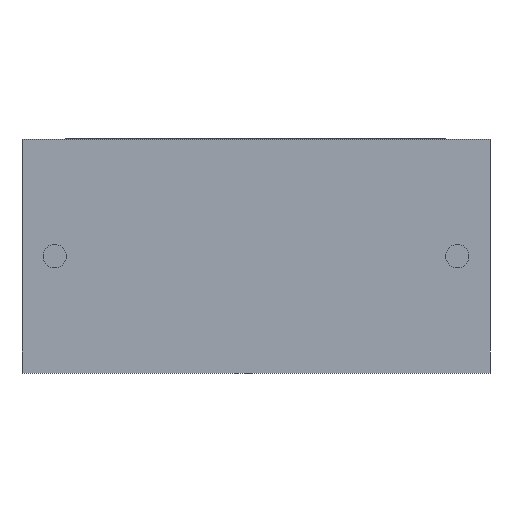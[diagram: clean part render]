
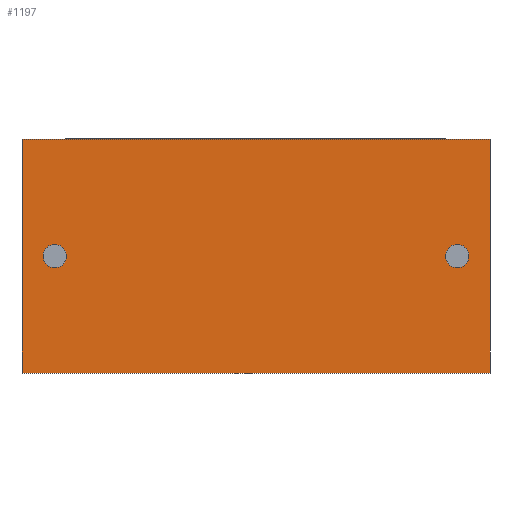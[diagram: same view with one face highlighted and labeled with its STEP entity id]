
A CAD part, front view. The second image highlights one B-rep face of the part: STEP entity #1197.
In plain terms, the highlighted planar face has unit normal (0, -1, 0).
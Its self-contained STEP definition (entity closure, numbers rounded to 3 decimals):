
#48 = CARTESIAN_POINT ( 'NONE',  ( 0., 0., 0. ) ) ;
#51 = EDGE_CURVE ( 'NONE', #2595, #1022, #910, .T. ) ;
#84 = DIRECTION ( 'NONE',  ( 0., -1., 0. ) ) ;
#140 = ORIENTED_EDGE ( 'NONE', *, *, #1525, .T. ) ;
#168 = CARTESIAN_POINT ( 'NONE',  ( 11.81, 0., 2.857 ) ) ;
#170 = CIRCLE ( 'NONE', #2048, 0.318 ) ;
#282 = DIRECTION ( 'NONE',  ( 0., 0., -1. ) ) ;
#367 = DIRECTION ( 'NONE',  ( 0., 1., 0. ) ) ;
#419 = CIRCLE ( 'NONE', #1734, 0.318 ) ;
#476 = CARTESIAN_POINT ( 'NONE',  ( 11.81, 0., 3.175 ) ) ;
#504 = EDGE_LOOP ( 'NONE', ( #1673, #2719 ) ) ;
#543 = EDGE_CURVE ( 'NONE', #2210, #1022, #1943, .T. ) ;
#619 = LINE ( 'NONE', #2515, #1564 ) ;
#652 = EDGE_CURVE ( 'NONE', #1217, #2210, #619, .T. ) ;
#788 = AXIS2_PLACEMENT_3D ( 'NONE', #1540, #84, #1792 ) ;
#808 = CARTESIAN_POINT ( 'NONE',  ( 0.89, 0., 3.493 ) ) ;
#817 = DIRECTION ( 'NONE',  ( 0., 0., -1. ) ) ;
#866 = DIRECTION ( 'NONE',  ( 1., 0., 0. ) ) ;
#910 = LINE ( 'NONE', #1253, #2237 ) ;
#951 = CARTESIAN_POINT ( 'NONE',  ( 0., 0., 0. ) ) ;
#995 = ORIENTED_EDGE ( 'NONE', *, *, #543, .T. ) ;
#1011 = CARTESIAN_POINT ( 'NONE',  ( 0.89, 0., 3.175 ) ) ;
#1022 = VERTEX_POINT ( 'NONE', #1740 ) ;
#1024 = PLANE ( 'NONE',  #1524 ) ;
#1077 = CARTESIAN_POINT ( 'NONE',  ( 11.81, 0., 3.493 ) ) ;
#1197 = ADVANCED_FACE ( 'NONE', ( #2603, #3173, #1927 ), #1024, .F. ) ;
#1217 = VERTEX_POINT ( 'NONE', #2556 ) ;
#1253 = CARTESIAN_POINT ( 'NONE',  ( 12.7, 0., 6.35 ) ) ;
#1351 = VECTOR ( 'NONE', #1760, 1000. ) ;
#1371 = VERTEX_POINT ( 'NONE', #2427 ) ;
#1502 = DIRECTION ( 'NONE',  ( 0., 0., -1. ) ) ;
#1524 = AXIS2_PLACEMENT_3D ( 'NONE', #2741, #2071, #2474 ) ;
#1525 = EDGE_CURVE ( 'NONE', #2905, #2072, #419, .T. ) ;
#1540 = CARTESIAN_POINT ( 'NONE',  ( 0.89, 0., 3.175 ) ) ;
#1564 = VECTOR ( 'NONE', #817, 1000. ) ;
#1639 = VECTOR ( 'NONE', #866, 1000. ) ;
#1673 = ORIENTED_EDGE ( 'NONE', *, *, #2316, .F. ) ;
#1703 = ORIENTED_EDGE ( 'NONE', *, *, #2512, .T. ) ;
#1720 = CIRCLE ( 'NONE', #788, 0.318 ) ;
#1728 = VERTEX_POINT ( 'NONE', #808 ) ;
#1730 = EDGE_CURVE ( 'NONE', #1371, #1728, #1720, .T. ) ;
#1734 = AXIS2_PLACEMENT_3D ( 'NONE', #476, #2972, #282 ) ;
#1740 = CARTESIAN_POINT ( 'NONE',  ( 12.7, 0., 0. ) ) ;
#1752 = EDGE_LOOP ( 'NONE', ( #995, #2469, #2539, #2856 ) ) ;
#1760 = DIRECTION ( 'NONE',  ( 1., 0., 0. ) ) ;
#1792 = DIRECTION ( 'NONE',  ( 0., 0., 1. ) ) ;
#1869 = EDGE_CURVE ( 'NONE', #1217, #2595, #2286, .T. ) ;
#1927 = FACE_BOUND ( 'NONE', #504, .T. ) ;
#1943 = LINE ( 'NONE', #48, #1351 ) ;
#2004 = DIRECTION ( 'NONE',  ( 0., 0., 1. ) ) ;
#2048 = AXIS2_PLACEMENT_3D ( 'NONE', #1011, #3003, #2004 ) ;
#2069 = CARTESIAN_POINT ( 'NONE',  ( 0., 0., 6.35 ) ) ;
#2071 = DIRECTION ( 'NONE',  ( 0., 1., 0. ) ) ;
#2072 = VERTEX_POINT ( 'NONE', #168 ) ;
#2081 = CIRCLE ( 'NONE', #2748, 0.318 ) ;
#2103 = DIRECTION ( 'NONE',  ( 0., 0., -1. ) ) ;
#2104 = EDGE_LOOP ( 'NONE', ( #140, #1703 ) ) ;
#2210 = VERTEX_POINT ( 'NONE', #951 ) ;
#2237 = VECTOR ( 'NONE', #1502, 1000. ) ;
#2286 = LINE ( 'NONE', #2069, #1639 ) ;
#2311 = CARTESIAN_POINT ( 'NONE',  ( 12.7, 0., 6.35 ) ) ;
#2316 = EDGE_CURVE ( 'NONE', #1728, #1371, #170, .T. ) ;
#2348 = CARTESIAN_POINT ( 'NONE',  ( 11.81, 0., 3.175 ) ) ;
#2427 = CARTESIAN_POINT ( 'NONE',  ( 0.89, 0., 2.857 ) ) ;
#2469 = ORIENTED_EDGE ( 'NONE', *, *, #51, .F. ) ;
#2474 = DIRECTION ( 'NONE',  ( 0., 0., 1. ) ) ;
#2512 = EDGE_CURVE ( 'NONE', #2072, #2905, #2081, .T. ) ;
#2515 = CARTESIAN_POINT ( 'NONE',  ( 0., 0., 6.35 ) ) ;
#2539 = ORIENTED_EDGE ( 'NONE', *, *, #1869, .F. ) ;
#2556 = CARTESIAN_POINT ( 'NONE',  ( 0., 0., 6.35 ) ) ;
#2595 = VERTEX_POINT ( 'NONE', #2311 ) ;
#2603 = FACE_BOUND ( 'NONE', #2104, .T. ) ;
#2719 = ORIENTED_EDGE ( 'NONE', *, *, #1730, .F. ) ;
#2741 = CARTESIAN_POINT ( 'NONE',  ( 0., 0., 6.35 ) ) ;
#2748 = AXIS2_PLACEMENT_3D ( 'NONE', #2348, #367, #2103 ) ;
#2856 = ORIENTED_EDGE ( 'NONE', *, *, #652, .T. ) ;
#2905 = VERTEX_POINT ( 'NONE', #1077 ) ;
#2972 = DIRECTION ( 'NONE',  ( 0., 1., 0. ) ) ;
#3003 = DIRECTION ( 'NONE',  ( 0., -1., 0. ) ) ;
#3173 = FACE_OUTER_BOUND ( 'NONE', #1752, .T. ) ;
